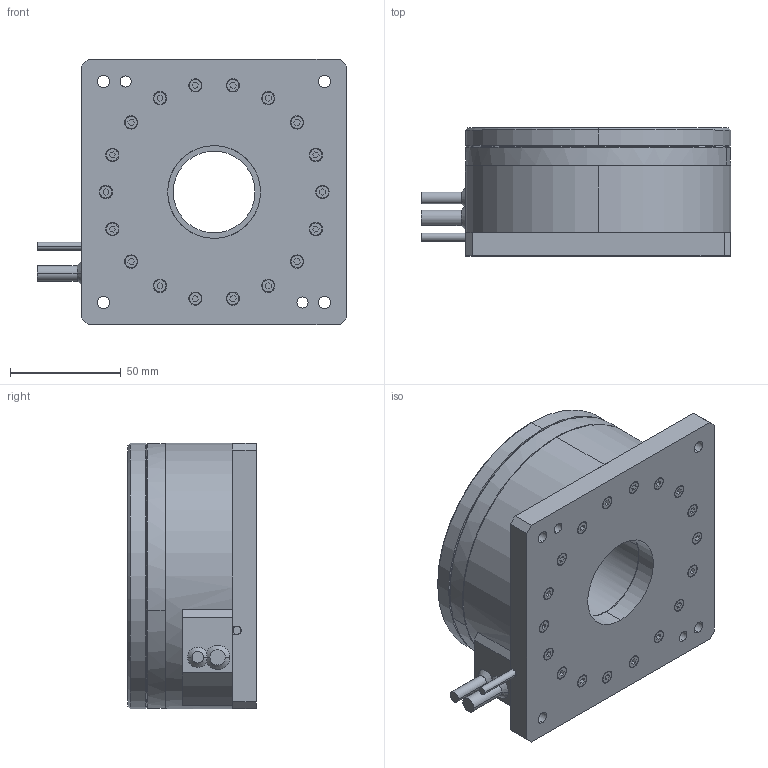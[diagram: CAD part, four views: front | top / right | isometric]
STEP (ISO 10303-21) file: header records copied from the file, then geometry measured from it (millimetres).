
FILE_DESCRIPTION (( 'STEP AP214' ), '1' );
FILE_NAME ('FMSR120D.STEP', '2021-07-21T12:35:14', ( '' ), ( '' ), 'SwSTEP 2.0', 'SolidWorks 2017', '' );
FILE_SCHEMA (( 'AUTOMOTIVE_DESIGN' ));
Length unit declared in the file: millimetre
Products named in the file (1): FMSR120D
Bounding box: 140 x 58 x 120 mm (x, y, z)
Volume: 607546.7 mm3; surface area: 116992.3 mm2
Topology: 3 solids, 3 shells, 608 faces, 1420 edges, 927 vertices
Faces by surface type: plane 308, cylinder 252, cone 48
Entity records: 29518 total; most frequent: CARTESIAN_POINT 8550, DIRECTION 2932, ORIENTED_EDGE 2832, EDGE_CURVE 1416, AXIS2_PLACEMENT_3D 1037, VERTEX_POINT 927, VECTOR 858, LINE 858
